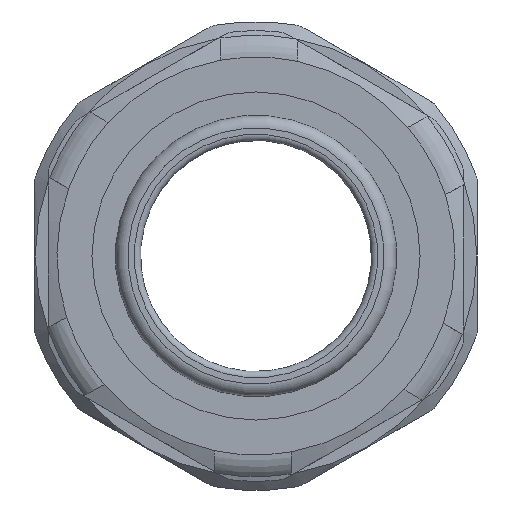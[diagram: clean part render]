
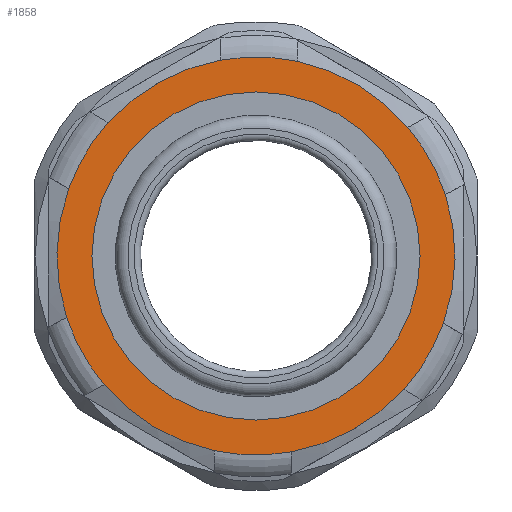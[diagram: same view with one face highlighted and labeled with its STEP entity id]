
A CAD part, front view. The second image highlights one B-rep face of the part: STEP entity #1858.
In plain terms, the highlighted planar face has unit normal (0, -1, 0).
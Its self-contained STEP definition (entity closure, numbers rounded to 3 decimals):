
#245=FACE_BOUND('',#438,.T.);
#261=PLANE('',#2031);
#321=FACE_OUTER_BOUND('',#437,.T.);
#437=EDGE_LOOP('',(#1423,#1424,#1425,#1426,#1427,#1428,#1429,#1430,#1431,
#1432,#1433,#1434));
#438=EDGE_LOOP('',(#1435));
#721=CIRCLE('',#2032,15.775);
#722=CIRCLE('',#2033,15.775);
#723=CIRCLE('',#2034,15.775);
#724=CIRCLE('',#2035,15.775);
#725=CIRCLE('',#2036,15.775);
#726=CIRCLE('',#2037,15.775);
#727=CIRCLE('',#2038,15.775);
#728=CIRCLE('',#2039,15.775);
#729=CIRCLE('',#2040,15.775);
#730=CIRCLE('',#2041,15.775);
#731=CIRCLE('',#2042,15.775);
#732=CIRCLE('',#2043,15.775);
#733=CIRCLE('',#2044,13.);
#849=VERTEX_POINT('',#3014);
#850=VERTEX_POINT('',#3015);
#851=VERTEX_POINT('',#3017);
#852=VERTEX_POINT('',#3019);
#853=VERTEX_POINT('',#3021);
#854=VERTEX_POINT('',#3023);
#855=VERTEX_POINT('',#3025);
#856=VERTEX_POINT('',#3027);
#857=VERTEX_POINT('',#3029);
#858=VERTEX_POINT('',#3031);
#859=VERTEX_POINT('',#3033);
#860=VERTEX_POINT('',#3035);
#861=VERTEX_POINT('',#3038);
#1055=EDGE_CURVE('',#849,#850,#721,.T.);
#1056=EDGE_CURVE('',#850,#851,#722,.T.);
#1057=EDGE_CURVE('',#851,#852,#723,.T.);
#1058=EDGE_CURVE('',#852,#853,#724,.T.);
#1059=EDGE_CURVE('',#853,#854,#725,.T.);
#1060=EDGE_CURVE('',#854,#855,#726,.T.);
#1061=EDGE_CURVE('',#855,#856,#727,.T.);
#1062=EDGE_CURVE('',#856,#857,#728,.T.);
#1063=EDGE_CURVE('',#857,#858,#729,.T.);
#1064=EDGE_CURVE('',#858,#859,#730,.T.);
#1065=EDGE_CURVE('',#859,#860,#731,.T.);
#1066=EDGE_CURVE('',#860,#849,#732,.T.);
#1067=EDGE_CURVE('',#861,#861,#733,.T.);
#1423=ORIENTED_EDGE('',*,*,#1055,.T.);
#1424=ORIENTED_EDGE('',*,*,#1056,.T.);
#1425=ORIENTED_EDGE('',*,*,#1057,.T.);
#1426=ORIENTED_EDGE('',*,*,#1058,.T.);
#1427=ORIENTED_EDGE('',*,*,#1059,.T.);
#1428=ORIENTED_EDGE('',*,*,#1060,.T.);
#1429=ORIENTED_EDGE('',*,*,#1061,.T.);
#1430=ORIENTED_EDGE('',*,*,#1062,.T.);
#1431=ORIENTED_EDGE('',*,*,#1063,.T.);
#1432=ORIENTED_EDGE('',*,*,#1064,.T.);
#1433=ORIENTED_EDGE('',*,*,#1065,.T.);
#1434=ORIENTED_EDGE('',*,*,#1066,.T.);
#1435=ORIENTED_EDGE('',*,*,#1067,.F.);
#1858=ADVANCED_FACE('',(#321,#245),#261,.T.);
#2031=AXIS2_PLACEMENT_3D('',#3013,#2344,#2345);
#2032=AXIS2_PLACEMENT_3D('',#3016,#2346,#2347);
#2033=AXIS2_PLACEMENT_3D('',#3018,#2348,#2349);
#2034=AXIS2_PLACEMENT_3D('',#3020,#2350,#2351);
#2035=AXIS2_PLACEMENT_3D('',#3022,#2352,#2353);
#2036=AXIS2_PLACEMENT_3D('',#3024,#2354,#2355);
#2037=AXIS2_PLACEMENT_3D('',#3026,#2356,#2357);
#2038=AXIS2_PLACEMENT_3D('',#3028,#2358,#2359);
#2039=AXIS2_PLACEMENT_3D('',#3030,#2360,#2361);
#2040=AXIS2_PLACEMENT_3D('',#3032,#2362,#2363);
#2041=AXIS2_PLACEMENT_3D('',#3034,#2364,#2365);
#2042=AXIS2_PLACEMENT_3D('',#3036,#2366,#2367);
#2043=AXIS2_PLACEMENT_3D('',#3037,#2368,#2369);
#2044=AXIS2_PLACEMENT_3D('',#3039,#2370,#2371);
#2344=DIRECTION('center_axis',(0.,-1.,0.));
#2345=DIRECTION('ref_axis',(0.858,0.,-0.513));
#2346=DIRECTION('center_axis',(0.,-1.,0.));
#2347=DIRECTION('ref_axis',(0.858,0.,-0.513));
#2348=DIRECTION('center_axis',(0.,-1.,0.));
#2349=DIRECTION('ref_axis',(0.513,0.,0.858));
#2350=DIRECTION('center_axis',(0.,-1.,0.));
#2351=DIRECTION('ref_axis',(0.858,0.,-0.513));
#2352=DIRECTION('center_axis',(0.,-1.,0.));
#2353=DIRECTION('ref_axis',(0.513,0.,0.858));
#2354=DIRECTION('center_axis',(0.,-1.,0.));
#2355=DIRECTION('ref_axis',(0.858,0.,-0.513));
#2356=DIRECTION('center_axis',(0.,-1.,0.));
#2357=DIRECTION('ref_axis',(0.513,0.,0.858));
#2358=DIRECTION('center_axis',(0.,-1.,0.));
#2359=DIRECTION('ref_axis',(0.858,0.,-0.513));
#2360=DIRECTION('center_axis',(0.,-1.,0.));
#2361=DIRECTION('ref_axis',(0.513,0.,0.858));
#2362=DIRECTION('center_axis',(0.,-1.,0.));
#2363=DIRECTION('ref_axis',(0.858,0.,-0.513));
#2364=DIRECTION('center_axis',(0.,-1.,0.));
#2365=DIRECTION('ref_axis',(0.513,0.,0.858));
#2366=DIRECTION('center_axis',(0.,-1.,0.));
#2367=DIRECTION('ref_axis',(0.858,0.,-0.513));
#2368=DIRECTION('center_axis',(0.,-1.,0.));
#2369=DIRECTION('ref_axis',(0.513,0.,0.858));
#2370=DIRECTION('center_axis',(0.,-1.,0.));
#2371=DIRECTION('ref_axis',(-1.,0.,0.));
#3013=CARTESIAN_POINT('Origin',(0.,5.05,0.));
#3014=CARTESIAN_POINT('',(11.715,5.05,-10.565));
#3015=CARTESIAN_POINT('',(14.847,5.05,-5.33));
#3016=CARTESIAN_POINT('Origin',(0.,5.05,0.));
#3017=CARTESIAN_POINT('',(15.007,5.05,4.863));
#3018=CARTESIAN_POINT('Origin',(0.,5.05,0.));
#3019=CARTESIAN_POINT('',(12.04,5.05,10.193));
#3020=CARTESIAN_POINT('Origin',(0.,5.05,0.));
#3021=CARTESIAN_POINT('',(3.292,5.05,15.428));
#3022=CARTESIAN_POINT('Origin',(0.,5.05,0.));
#3023=CARTESIAN_POINT('',(-2.808,5.05,15.523));
#3024=CARTESIAN_POINT('Origin',(0.,5.05,0.));
#3025=CARTESIAN_POINT('',(-11.715,5.05,10.565));
#3026=CARTESIAN_POINT('Origin',(0.,5.05,0.));
#3027=CARTESIAN_POINT('',(-14.847,5.05,5.33));
#3028=CARTESIAN_POINT('Origin',(0.,5.05,0.));
#3029=CARTESIAN_POINT('',(-15.007,5.05,-4.863));
#3030=CARTESIAN_POINT('Origin',(0.,5.05,0.));
#3031=CARTESIAN_POINT('',(-12.04,5.05,-10.193));
#3032=CARTESIAN_POINT('Origin',(0.,5.05,0.));
#3033=CARTESIAN_POINT('',(-3.292,5.05,-15.428));
#3034=CARTESIAN_POINT('Origin',(0.,5.05,0.));
#3035=CARTESIAN_POINT('',(2.808,5.05,-15.523));
#3036=CARTESIAN_POINT('Origin',(0.,5.05,0.));
#3037=CARTESIAN_POINT('Origin',(0.,5.05,0.));
#3038=CARTESIAN_POINT('',(13.,5.05,0.));
#3039=CARTESIAN_POINT('Origin',(0.,5.05,0.));
